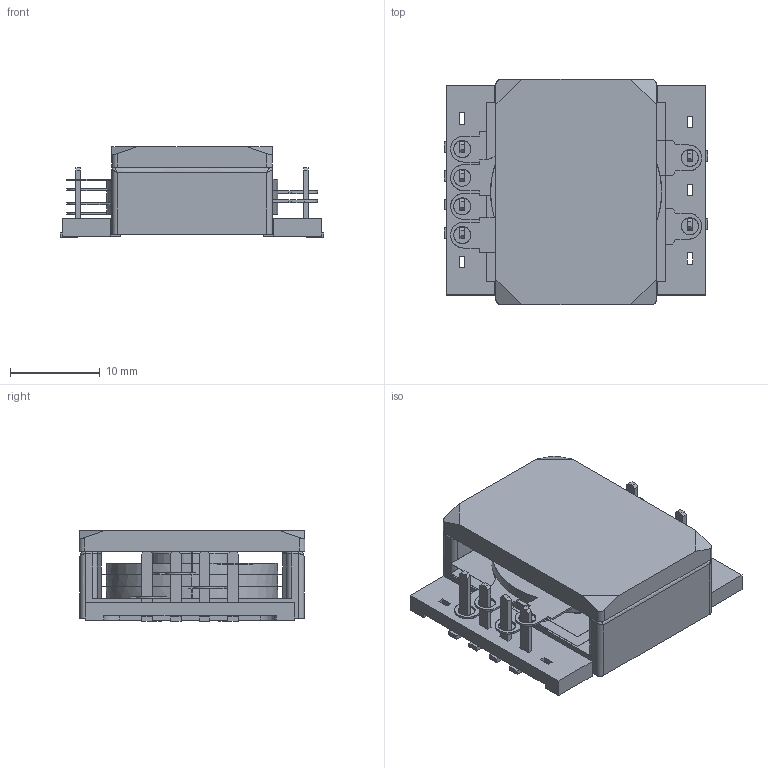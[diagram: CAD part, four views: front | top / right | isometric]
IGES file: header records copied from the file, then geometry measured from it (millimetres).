
Start section: SolidWorks IGES file using analytic representation for surfaces
Global section: file name: 750341140(6G).IGS; native system: SolidWorks 2022; preprocessor: SolidWorks 2022; author: e.wtnpm; date: 230714.084850; units: millimetre
Bounding box: 29.4 x 25.2 x 10.15 mm (x, y, z)
Surface area: 6772.4 mm2 (no closed solid volume)
Topology: 0 solids, 0 shells, 350 faces, 3240 edges, 3236 vertices
Faces by surface type: bspline 255, revolution 95
